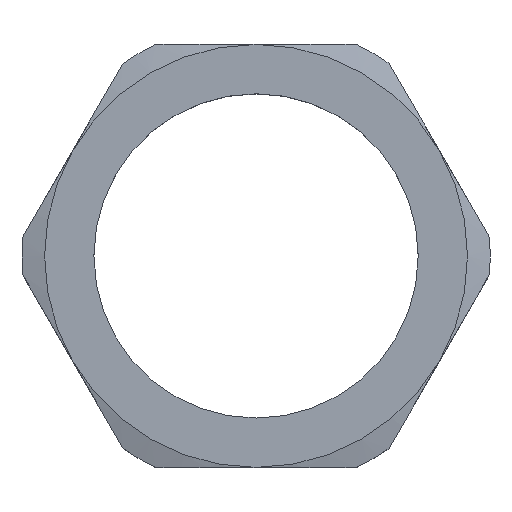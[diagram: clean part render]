
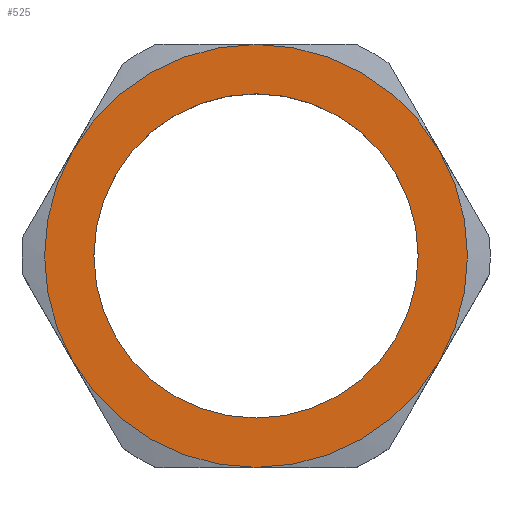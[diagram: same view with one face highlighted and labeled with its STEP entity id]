
A CAD part, top view. The second image highlights one B-rep face of the part: STEP entity #525.
In plain terms, the highlighted planar face has unit normal (0, 0, 1).
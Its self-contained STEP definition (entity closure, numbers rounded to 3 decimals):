
#4 = EDGE_CURVE ( 'NONE', #400, #122, #127, .T. ) ;
#5 = FACE_OUTER_BOUND ( 'NONE', #419, .T. ) ;
#14 = EDGE_CURVE ( 'NONE', #698, #386, #30, .T. ) ;
#18 = CIRCLE ( 'NONE', #312, 5.75 ) ;
#29 = CIRCLE ( 'NONE', #202, 7.5 ) ;
#30 = CIRCLE ( 'NONE', #356, 5.75 ) ;
#45 = CIRCLE ( 'NONE', #283, 7.5 ) ;
#51 = ORIENTED_EDGE ( 'NONE', *, *, #155, .F. ) ;
#92 = CARTESIAN_POINT ( 'NONE',  ( 0., 7.5, 1.4 ) ) ;
#97 = ORIENTED_EDGE ( 'NONE', *, *, #14, .F. ) ;
#101 = AXIS2_PLACEMENT_3D ( 'NONE', #435, #307, #303 ) ;
#107 = ORIENTED_EDGE ( 'NONE', *, *, #134, .F. ) ;
#114 = CIRCLE ( 'NONE', #194, 7.5 ) ;
#122 = VERTEX_POINT ( 'NONE', #599 ) ;
#127 = CIRCLE ( 'NONE', #402, 7.5 ) ;
#134 = EDGE_CURVE ( 'NONE', #216, #152, #665, .T. ) ;
#152 = VERTEX_POINT ( 'NONE', #513 ) ;
#155 = EDGE_CURVE ( 'NONE', #152, #548, #678, .T. ) ;
#192 = DIRECTION ( 'NONE',  ( 0., 0., -1. ) ) ;
#194 = AXIS2_PLACEMENT_3D ( 'NONE', #522, #514, #507 ) ;
#200 = ORIENTED_EDGE ( 'NONE', *, *, #695, .F. ) ;
#202 = AXIS2_PLACEMENT_3D ( 'NONE', #550, #543, #534 ) ;
#207 = DIRECTION ( 'NONE',  ( 0., 1., 0. ) ) ;
#216 = VERTEX_POINT ( 'NONE', #92 ) ;
#218 = CARTESIAN_POINT ( 'NONE',  ( 0., 0., 1.4 ) ) ;
#240 = ORIENTED_EDGE ( 'NONE', *, *, #488, .F. ) ;
#248 = AXIS2_PLACEMENT_3D ( 'NONE', #625, #617, #629 ) ;
#283 = AXIS2_PLACEMENT_3D ( 'NONE', #607, #608, #610 ) ;
#303 = DIRECTION ( 'NONE',  ( 0., 1., 0. ) ) ;
#307 = DIRECTION ( 'NONE',  ( 0., 0., -1. ) ) ;
#312 = AXIS2_PLACEMENT_3D ( 'NONE', #218, #640, #771 ) ;
#317 = CARTESIAN_POINT ( 'NONE',  ( 0., 0., 1.4 ) ) ;
#333 = DIRECTION ( 'NONE',  ( 1., 0., 0. ) ) ;
#336 = ORIENTED_EDGE ( 'NONE', *, *, #4, .F. ) ;
#347 = FACE_BOUND ( 'NONE', #586, .T. ) ;
#356 = AXIS2_PLACEMENT_3D ( 'NONE', #317, #777, #333 ) ;
#359 = CARTESIAN_POINT ( 'NONE',  ( 0., 0., 1.4 ) ) ;
#366 = ORIENTED_EDGE ( 'NONE', *, *, #736, .F. ) ;
#386 = VERTEX_POINT ( 'NONE', #733 ) ;
#390 = AXIS2_PLACEMENT_3D ( 'NONE', #750, #192, #207 ) ;
#400 = VERTEX_POINT ( 'NONE', #696 ) ;
#402 = AXIS2_PLACEMENT_3D ( 'NONE', #359, #440, #580 ) ;
#419 = EDGE_LOOP ( 'NONE', ( #107, #366, #788, #336, #200, #51 ) ) ;
#435 = CARTESIAN_POINT ( 'NONE',  ( 0., 0., 1.4 ) ) ;
#440 = DIRECTION ( 'NONE',  ( 0., 0., -1. ) ) ;
#488 = EDGE_CURVE ( 'NONE', #386, #698, #18, .T. ) ;
#507 = DIRECTION ( 'NONE',  ( 0., 1., 0. ) ) ;
#513 = CARTESIAN_POINT ( 'NONE',  ( 6.495, 3.75, 1.4 ) ) ;
#514 = DIRECTION ( 'NONE',  ( 0., 0., -1. ) ) ;
#518 = EDGE_CURVE ( 'NONE', #122, #677, #45, .T. ) ;
#522 = CARTESIAN_POINT ( 'NONE',  ( 0., 0., 1.4 ) ) ;
#525 = ADVANCED_FACE ( 'NONE', ( #347, #5 ), #609, .T. ) ;
#534 = DIRECTION ( 'NONE',  ( 0., 1., 0. ) ) ;
#543 = DIRECTION ( 'NONE',  ( 0., 0., -1. ) ) ;
#548 = VERTEX_POINT ( 'NONE', #589 ) ;
#550 = CARTESIAN_POINT ( 'NONE',  ( 0., 0., 1.4 ) ) ;
#561 = CARTESIAN_POINT ( 'NONE',  ( -6.495, 3.75, 1.4 ) ) ;
#580 = DIRECTION ( 'NONE',  ( 0., 1., 0. ) ) ;
#586 = EDGE_LOOP ( 'NONE', ( #240, #97 ) ) ;
#589 = CARTESIAN_POINT ( 'NONE',  ( 6.495, -3.75, 1.4 ) ) ;
#599 = CARTESIAN_POINT ( 'NONE',  ( -6.495, -3.75, 1.4 ) ) ;
#607 = CARTESIAN_POINT ( 'NONE',  ( 0., 0., 1.4 ) ) ;
#608 = DIRECTION ( 'NONE',  ( 0., 0., -1. ) ) ;
#609 = PLANE ( 'NONE',  #248 ) ;
#610 = DIRECTION ( 'NONE',  ( 0., 1., 0. ) ) ;
#617 = DIRECTION ( 'NONE',  ( 0., 0., 1. ) ) ;
#625 = CARTESIAN_POINT ( 'NONE',  ( 0., 0., 1.4 ) ) ;
#629 = DIRECTION ( 'NONE',  ( 1., 0., 0. ) ) ;
#640 = DIRECTION ( 'NONE',  ( 0., 0., 1. ) ) ;
#665 = CIRCLE ( 'NONE', #101, 7.5 ) ;
#677 = VERTEX_POINT ( 'NONE', #561 ) ;
#678 = CIRCLE ( 'NONE', #390, 7.5 ) ;
#695 = EDGE_CURVE ( 'NONE', #548, #400, #29, .T. ) ;
#696 = CARTESIAN_POINT ( 'NONE',  ( 0., -7.5, 1.4 ) ) ;
#698 = VERTEX_POINT ( 'NONE', #726 ) ;
#726 = CARTESIAN_POINT ( 'NONE',  ( -5.75, 0., 1.4 ) ) ;
#733 = CARTESIAN_POINT ( 'NONE',  ( 5.75, 0., 1.4 ) ) ;
#736 = EDGE_CURVE ( 'NONE', #677, #216, #114, .T. ) ;
#750 = CARTESIAN_POINT ( 'NONE',  ( 0., 0., 1.4 ) ) ;
#771 = DIRECTION ( 'NONE',  ( 1., 0., 0. ) ) ;
#777 = DIRECTION ( 'NONE',  ( 0., 0., 1. ) ) ;
#788 = ORIENTED_EDGE ( 'NONE', *, *, #518, .F. ) ;
